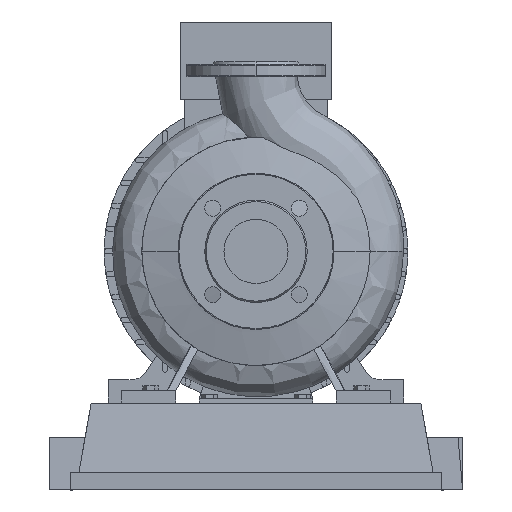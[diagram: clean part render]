
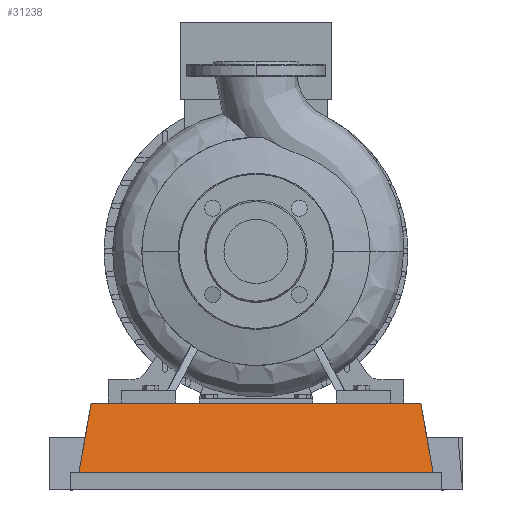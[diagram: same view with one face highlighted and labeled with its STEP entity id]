
A CAD part, left-side view. The second image highlights one B-rep face of the part: STEP entity #31238.
In plain terms, the highlighted planar face has unit normal (-0.985, 0, 0.174).
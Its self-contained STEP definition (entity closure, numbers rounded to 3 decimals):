
#29123=CARTESIAN_POINT('',(-77.5,-210.,20.6));
#29124=VERTEX_POINT('',#29123);
#29131=CARTESIAN_POINT('',(-77.5,210.0,20.6));
#29132=VERTEX_POINT('',#29131);
#29133=CARTESIAN_POINT('',(-77.5,-210.,20.6));
#29134=DIRECTION('',(0.0,1.0,0.0));
#29135=VECTOR('',#29134,420.0);
#29136=LINE('',#29133,#29135);
#29137=EDGE_CURVE('',#29124,#29132,#29136,.T.);
#30972=CARTESIAN_POINT('',(-62.971,-195.471,103.0));
#30973=VERTEX_POINT('',#30972);
#30980=CARTESIAN_POINT('',(-77.5,-210.,20.6));
#30981=DIRECTION('',(0.171,0.171,0.97));
#30982=VECTOR('',#30981,84.923);
#30983=LINE('',#30980,#30982);
#30984=EDGE_CURVE('',#29124,#30973,#30983,.T.);
#31215=CARTESIAN_POINT('',(-77.5,-210.,20.6));
#31216=DIRECTION('',(-0.985,0.,0.174));
#31217=DIRECTION('',(0.0,-1.0,0.0));
#31218=AXIS2_PLACEMENT_3D('',#31215,#31216,#31217);
#31219=PLANE('',#31218);
#31220=CARTESIAN_POINT('',(-62.971,195.471,103.0));
#31221=VERTEX_POINT('',#31220);
#31222=CARTESIAN_POINT('',(-62.971,-195.471,103.0));
#31223=DIRECTION('',(0.0,1.0,0.0));
#31224=VECTOR('',#31223,390.941);
#31225=LINE('',#31222,#31224);
#31226=EDGE_CURVE('',#30973,#31221,#31225,.T.);
#31227=ORIENTED_EDGE('',*,*,#31226,.T.);
#31228=CARTESIAN_POINT('',(-77.5,210.0,20.6));
#31229=DIRECTION('',(0.171,-0.171,0.97));
#31230=VECTOR('',#31229,84.923);
#31231=LINE('',#31228,#31230);
#31232=EDGE_CURVE('',#29132,#31221,#31231,.T.);
#31233=ORIENTED_EDGE('',*,*,#31232,.F.);
#31234=ORIENTED_EDGE('',*,*,#29137,.F.);
#31235=ORIENTED_EDGE('',*,*,#30984,.T.);
#31236=EDGE_LOOP('',(#31227,#31233,#31234,#31235));
#31237=FACE_OUTER_BOUND('',#31236,.T.);
#31238=ADVANCED_FACE('',(#31237),#31219,.T.);
